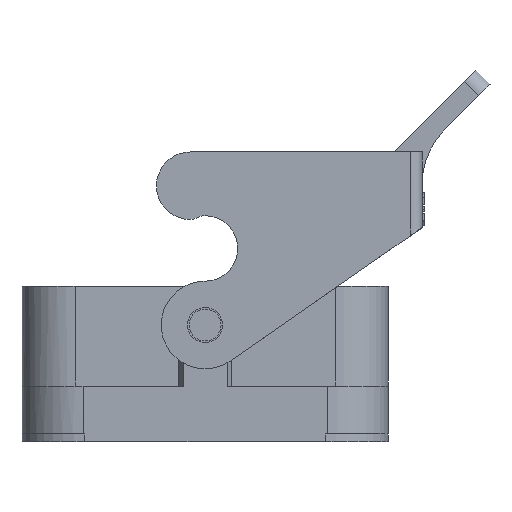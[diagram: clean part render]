
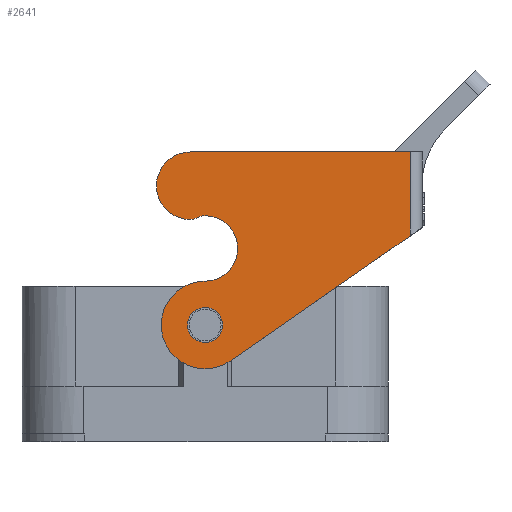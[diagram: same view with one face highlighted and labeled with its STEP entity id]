
A CAD part, left-side view. The second image highlights one B-rep face of the part: STEP entity #2641.
In plain terms, the highlighted planar face has unit normal (-1, 0, 0).
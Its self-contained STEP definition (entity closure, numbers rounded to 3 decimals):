
#1565=LINE('',#7783,#2000);
#1838=LINE('',#8499,#2273);
#1839=LINE('',#8509,#2274);
#2000=VECTOR('',#6629,1.);
#2273=VECTOR('',#7248,1.);
#2274=VECTOR('',#7257,1.);
#2415=FACE_BOUND('',#3251,.T.);
#2416=FACE_BOUND('',#3252,.T.);
#2641=ADVANCED_FACE('',(#2415,#2416),#2806,.T.);
#2806=PLANE('',#6125);
#3251=EDGE_LOOP('',(#4299));
#3252=EDGE_LOOP('',(#4300,#4301,#4302,#4303,#4304,#4305,#4306,#4307,#4308));
#4299=ORIENTED_EDGE('',*,*,#5388,.F.);
#4300=ORIENTED_EDGE('',*,*,#5389,.T.);
#4301=ORIENTED_EDGE('',*,*,#5060,.F.);
#4302=ORIENTED_EDGE('',*,*,#5058,.T.);
#4303=ORIENTED_EDGE('',*,*,#5055,.T.);
#4304=ORIENTED_EDGE('',*,*,#5390,.T.);
#4305=ORIENTED_EDGE('',*,*,#5391,.T.);
#4306=ORIENTED_EDGE('',*,*,#5392,.T.);
#4307=ORIENTED_EDGE('',*,*,#5393,.T.);
#4308=ORIENTED_EDGE('',*,*,#5394,.T.);
#4594=VERTEX_POINT('',#7768);
#4596=VERTEX_POINT('',#7772);
#4598=VERTEX_POINT('',#7777);
#4600=VERTEX_POINT('',#7784);
#4819=VERTEX_POINT('',#8497);
#4820=VERTEX_POINT('',#8500);
#4821=VERTEX_POINT('',#8502);
#4822=VERTEX_POINT('',#8504);
#4823=VERTEX_POINT('',#8506);
#4824=VERTEX_POINT('',#8508);
#5055=EDGE_CURVE('',#4594,#4596,#5484,.T.);
#5058=EDGE_CURVE('',#4598,#4594,#5486,.T.);
#5060=EDGE_CURVE('',#4598,#4600,#1565,.T.);
#5388=EDGE_CURVE('',#4819,#4819,#5532,.T.);
#5389=EDGE_CURVE('',#4820,#4600,#1838,.T.);
#5390=EDGE_CURVE('',#4596,#4821,#5533,.T.);
#5391=EDGE_CURVE('',#4821,#4822,#5534,.T.);
#5392=EDGE_CURVE('',#4822,#4823,#5535,.T.);
#5393=EDGE_CURVE('',#4823,#4824,#5536,.T.);
#5394=EDGE_CURVE('',#4824,#4820,#1839,.T.);
#5484=CIRCLE('',#5943,4.3);
#5486=CIRCLE('',#5946,4.3);
#5532=CIRCLE('',#6119,2.2);
#5533=CIRCLE('',#6121,2.5);
#5534=CIRCLE('',#6122,2.1);
#5535=CIRCLE('',#6123,4.1);
#5536=CIRCLE('',#6124,5.5);
#5943=AXIS2_PLACEMENT_3D('',#7773,#6617,#6618);
#5946=AXIS2_PLACEMENT_3D('',#7779,#6624,#6625);
#6119=AXIS2_PLACEMENT_3D('',#8496,#7244,#7245);
#6121=AXIS2_PLACEMENT_3D('',#8501,#7249,#7250);
#6122=AXIS2_PLACEMENT_3D('',#8503,#7251,#7252);
#6123=AXIS2_PLACEMENT_3D('',#8505,#7253,#7254);
#6124=AXIS2_PLACEMENT_3D('',#8507,#7255,#7256);
#6125=AXIS2_PLACEMENT_3D('',#8510,#7258,#7259);
#6617=DIRECTION('',(-1.,0.,0.));
#6618=DIRECTION('',(0.,1.,-0.012));
#6624=DIRECTION('',(-1.,0.,0.));
#6625=DIRECTION('',(0.,0.,1.));
#6629=DIRECTION('',(0.,-1.,0.));
#7244=DIRECTION('',(-1.,0.,0.));
#7245=DIRECTION('',(0.,0.,1.));
#7248=DIRECTION('',(0.,0.,1.));
#7249=DIRECTION('',(-1.,0.,0.));
#7250=DIRECTION('',(0.,-0.049,-0.999));
#7251=DIRECTION('',(1.,0.,0.));
#7252=DIRECTION('',(0.,0.453,0.891));
#7253=DIRECTION('',(1.,0.,0.));
#7254=DIRECTION('',(0.,0.,1.));
#7255=DIRECTION('',(-1.,0.,0.));
#7256=DIRECTION('',(0.,0.,1.));
#7257=DIRECTION('',(0.,-0.821,0.571));
#7258=DIRECTION('',(-1.,0.,0.));
#7259=DIRECTION('',(0.,1.,0.));
#7768=CARTESIAN_POINT('',(-16.95,6.1,22.2));
#7772=CARTESIAN_POINT('',(-16.95,1.962,17.953));
#7773=CARTESIAN_POINT('',(-16.95,1.8,22.25));
#7777=CARTESIAN_POINT('',(-16.95,1.8,26.45));
#7779=CARTESIAN_POINT('',(-16.95,1.8,22.15));
#7783=CARTESIAN_POINT('',(-16.95,1.8,26.45));
#7784=CARTESIAN_POINT('',(-16.95,-25.7,26.45));
#8496=CARTESIAN_POINT('',(-16.95,0.,4.75));
#8497=CARTESIAN_POINT('',(-16.95,0.,6.95));
#8499=CARTESIAN_POINT('',(-16.95,-25.7,15.908));
#8500=CARTESIAN_POINT('',(-16.95,-25.7,15.908));
#8501=CARTESIAN_POINT('',(-16.95,2.086,20.45));
#8502=CARTESIAN_POINT('',(-16.95,0.952,18.222));
#8503=CARTESIAN_POINT('',(-16.95,0.,16.35));
#8504=CARTESIAN_POINT('',(-16.95,0.,18.45));
#8505=CARTESIAN_POINT('',(-16.95,0.,14.35));
#8506=CARTESIAN_POINT('',(-16.95,0.,10.25));
#8507=CARTESIAN_POINT('',(-16.95,0.,4.75));
#8508=CARTESIAN_POINT('',(-16.95,-3.138,0.233));
#8509=CARTESIAN_POINT('',(-16.95,-3.138,0.233));
#8510=CARTESIAN_POINT('',(-16.95,-28.032,27.13));
